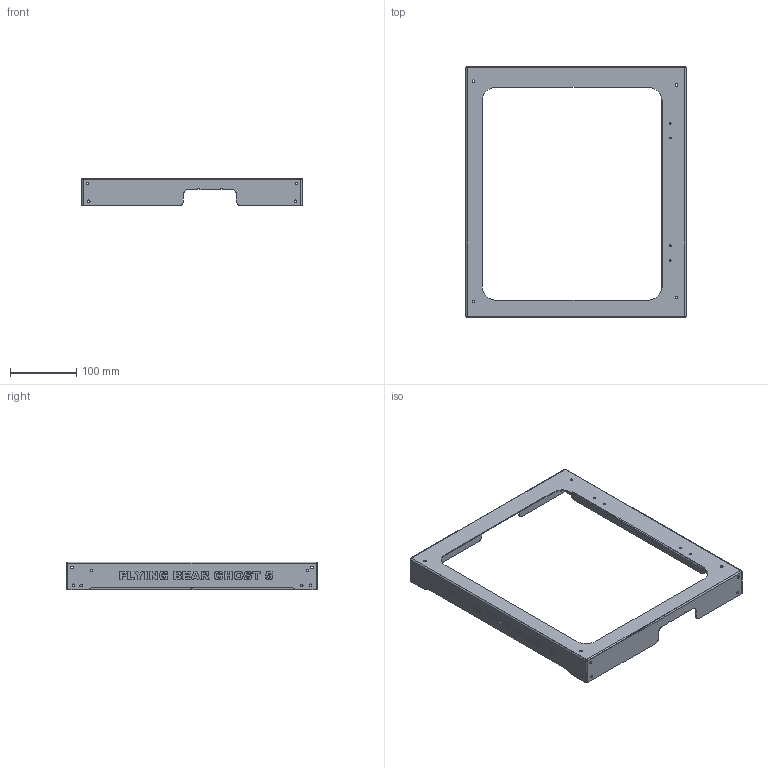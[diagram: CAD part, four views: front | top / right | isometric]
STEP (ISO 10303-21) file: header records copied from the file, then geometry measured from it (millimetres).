
FILE_DESCRIPTION(/* description */ (''),/* implementation_level */ '2;1');
FILE_NAME(/* name */ 'top base.stp',/* time_stamp */ '2020-11-19T20:30:35+03:00',/* author */ ('Max'),/* organization */ (''),/* preprocessor_version */ 'ST-DEVELOPER v16.5',/* originating_system */ 'Autodesk Inventor 2017',/* authorisation */ '');
FILE_SCHEMA (('AUTOMOTIVE_DESIGN { 1 0 10303 214 3 1 1 }'));
Length unit declared in the file: millimetre
Products named in the file (1): верхняя база
Bounding box: 332.8 x 378.7 x 42 mm (x, y, z)
Volume: 130822.2 mm3; surface area: 191248 mm2
Topology: 1 solids, 1 shells, 340 faces, 919 edges, 604 vertices
Faces by surface type: plane 184, cylinder 76, bspline 72, sphere 8
Full cylindrical faces by diameter (mm): 2 x1, 3 x12, 4 x24
Entity records: 10973 total; most frequent: CARTESIAN_POINT 2731, ORIENTED_EDGE 1764, DIRECTION 1428, EDGE_CURVE 882, VERTEX_POINT 604, LINE 586, VECTOR 586, EDGE_LOOP 472
